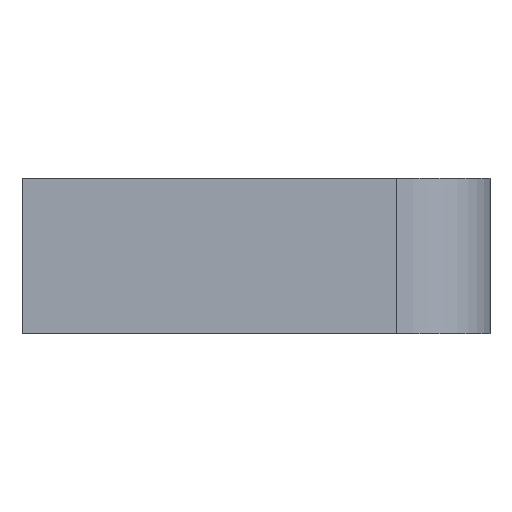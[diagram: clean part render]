
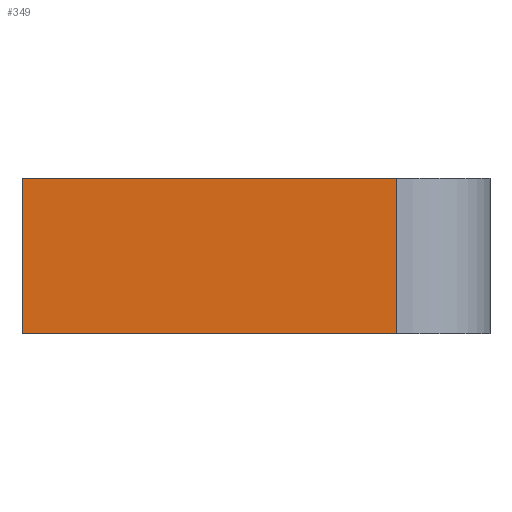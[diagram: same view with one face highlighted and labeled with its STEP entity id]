
A CAD part, front view. The second image highlights one B-rep face of the part: STEP entity #349.
In plain terms, the highlighted planar face has unit normal (0, -1, 0).
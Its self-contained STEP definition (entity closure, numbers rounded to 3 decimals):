
#20 = VECTOR ( 'NONE', #679, 1000. ) ;
#34 = CARTESIAN_POINT ( 'NONE',  ( 0., -40., 5. ) ) ;
#54 = CARTESIAN_POINT ( 'NONE',  ( 0., -40., 0. ) ) ;
#68 = CARTESIAN_POINT ( 'NONE',  ( 12., -40., 5. ) ) ;
#106 = LINE ( 'NONE', #68, #323 ) ;
#188 = DIRECTION ( 'NONE',  ( 1., 0., 0. ) ) ;
#257 = FACE_OUTER_BOUND ( 'NONE', #579, .T. ) ;
#305 = VERTEX_POINT ( 'NONE', #1029 ) ;
#320 = ORIENTED_EDGE ( 'NONE', *, *, #994, .T. ) ;
#321 = VERTEX_POINT ( 'NONE', #486 ) ;
#323 = VECTOR ( 'NONE', #1056, 1000. ) ;
#341 = ORIENTED_EDGE ( 'NONE', *, *, #1036, .F. ) ;
#349 = ADVANCED_FACE ( 'NONE', ( #257 ), #744, .F. ) ;
#358 = ORIENTED_EDGE ( 'NONE', *, *, #613, .T. ) ;
#406 = LINE ( 'NONE', #967, #829 ) ;
#486 = CARTESIAN_POINT ( 'NONE',  ( 12., -40., 0. ) ) ;
#521 = VERTEX_POINT ( 'NONE', #682 ) ;
#522 = CARTESIAN_POINT ( 'NONE',  ( 0., -40., 5. ) ) ;
#540 = DIRECTION ( 'NONE',  ( 0., 1., 0. ) ) ;
#579 = EDGE_LOOP ( 'NONE', ( #869, #320, #341, #358 ) ) ;
#613 = EDGE_CURVE ( 'NONE', #305, #769, #898, .T. ) ;
#638 = CARTESIAN_POINT ( 'NONE',  ( 0., -40., 5. ) ) ;
#679 = DIRECTION ( 'NONE',  ( 0., 0., -1. ) ) ;
#682 = CARTESIAN_POINT ( 'NONE',  ( 12., -40., 5. ) ) ;
#697 = LINE ( 'NONE', #34, #720 ) ;
#707 = AXIS2_PLACEMENT_3D ( 'NONE', #638, #540, #988 ) ;
#720 = VECTOR ( 'NONE', #188, 1000. ) ;
#744 = PLANE ( 'NONE',  #707 ) ;
#769 = VERTEX_POINT ( 'NONE', #54 ) ;
#779 = EDGE_CURVE ( 'NONE', #769, #321, #406, .T. ) ;
#829 = VECTOR ( 'NONE', #1052, 1000. ) ;
#869 = ORIENTED_EDGE ( 'NONE', *, *, #779, .T. ) ;
#898 = LINE ( 'NONE', #522, #20 ) ;
#967 = CARTESIAN_POINT ( 'NONE',  ( 0., -40., 0. ) ) ;
#988 = DIRECTION ( 'NONE',  ( -1., 0., 0. ) ) ;
#994 = EDGE_CURVE ( 'NONE', #321, #521, #106, .T. ) ;
#1029 = CARTESIAN_POINT ( 'NONE',  ( 0., -40., 5. ) ) ;
#1036 = EDGE_CURVE ( 'NONE', #305, #521, #697, .T. ) ;
#1052 = DIRECTION ( 'NONE',  ( 1., 0., 0. ) ) ;
#1056 = DIRECTION ( 'NONE',  ( 0., 0., 1. ) ) ;
